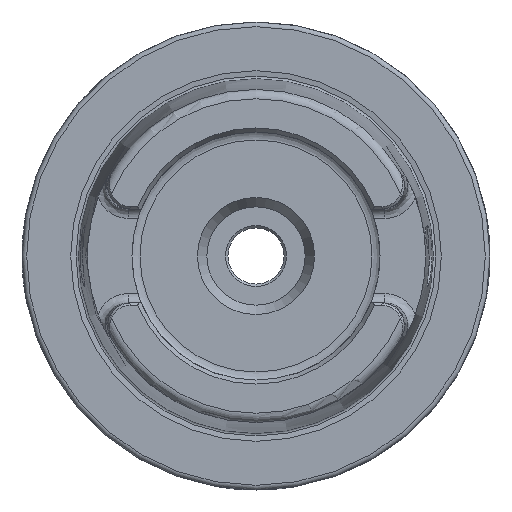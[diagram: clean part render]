
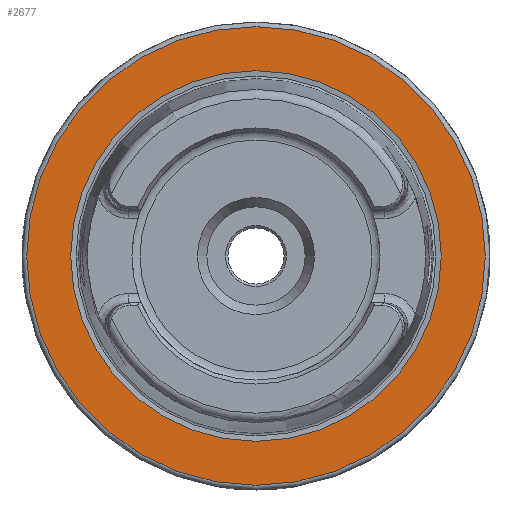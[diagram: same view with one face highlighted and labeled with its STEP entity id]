
A CAD part, left-side view. The second image highlights one B-rep face of the part: STEP entity #2677.
In plain terms, the highlighted planar face has unit normal (-1, 0, 0).
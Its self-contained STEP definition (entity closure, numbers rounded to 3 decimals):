
#87=PLANE('',#2914);
#198=CIRCLE('',#2912,39.587);
#199=CIRCLE('',#2913,39.587);
#200=CIRCLE('',#2915,49.);
#201=CIRCLE('',#2916,49.);
#399=FACE_OUTER_BOUND('',#592,.T.);
#463=FACE_BOUND('',#593,.T.);
#592=EDGE_LOOP('',(#2392,#2393));
#593=EDGE_LOOP('',(#2394,#2395));
#1227=VERTEX_POINT('',#7062);
#1228=VERTEX_POINT('',#7064);
#1229=VERTEX_POINT('',#7068);
#1230=VERTEX_POINT('',#7069);
#1632=EDGE_CURVE('',#1228,#1227,#198,.T.);
#1633=EDGE_CURVE('',#1227,#1228,#199,.T.);
#1634=EDGE_CURVE('',#1229,#1230,#200,.T.);
#1635=EDGE_CURVE('',#1230,#1229,#201,.T.);
#2392=ORIENTED_EDGE('',*,*,#1634,.F.);
#2393=ORIENTED_EDGE('',*,*,#1635,.F.);
#2394=ORIENTED_EDGE('',*,*,#1632,.T.);
#2395=ORIENTED_EDGE('',*,*,#1633,.T.);
#2677=ADVANCED_FACE('',(#399,#463),#87,.T.);
#2912=AXIS2_PLACEMENT_3D('',#7065,#3487,#3488);
#2913=AXIS2_PLACEMENT_3D('',#7066,#3489,#3490);
#2914=AXIS2_PLACEMENT_3D('',#7067,#3491,#3492);
#2915=AXIS2_PLACEMENT_3D('',#7070,#3493,#3494);
#2916=AXIS2_PLACEMENT_3D('',#7071,#3495,#3496);
#3487=DIRECTION('center_axis',(1.,0.,0.));
#3488=DIRECTION('ref_axis',(0.,0.,-1.));
#3489=DIRECTION('center_axis',(1.,0.,0.));
#3490=DIRECTION('ref_axis',(0.,0.,-1.));
#3491=DIRECTION('center_axis',(-1.,0.,0.));
#3492=DIRECTION('ref_axis',(0.,0.,1.));
#3493=DIRECTION('center_axis',(1.,0.,0.));
#3494=DIRECTION('ref_axis',(0.,0.,-1.));
#3495=DIRECTION('center_axis',(1.,0.,0.));
#3496=DIRECTION('ref_axis',(0.,0.,-1.));
#7062=CARTESIAN_POINT('',(0.,-39.587,0.));
#7064=CARTESIAN_POINT('',(0.,39.587,0.));
#7065=CARTESIAN_POINT('Origin',(0.,0.,
0.));
#7066=CARTESIAN_POINT('Origin',(0.,0.,
0.));
#7067=CARTESIAN_POINT('Origin',(0.,49.,0.));
#7068=CARTESIAN_POINT('',(0.,49.,0.));
#7069=CARTESIAN_POINT('',(0.,0.,49.));
#7070=CARTESIAN_POINT('Origin',(0.,0.,
0.));
#7071=CARTESIAN_POINT('Origin',(0.,0.,
0.));
